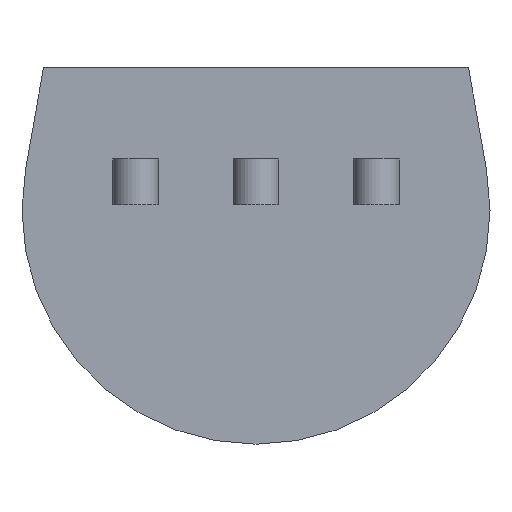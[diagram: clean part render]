
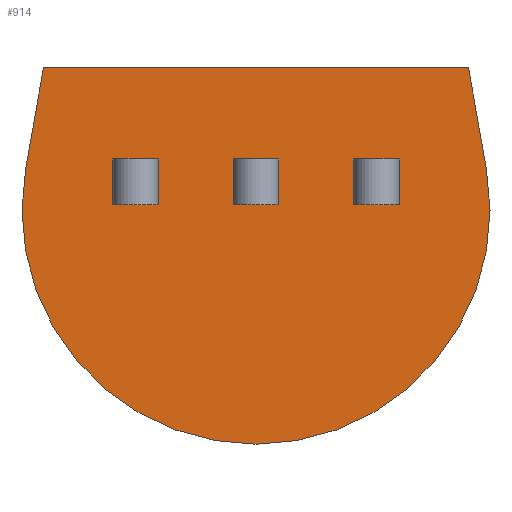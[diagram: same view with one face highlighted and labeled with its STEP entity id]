
A CAD part, front view. The second image highlights one B-rep face of the part: STEP entity #914.
In plain terms, the highlighted planar face has unit normal (0, -1, 0).
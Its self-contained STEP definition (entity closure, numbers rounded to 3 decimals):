
#3 = DIRECTION ( 'NONE',  ( 0., 0., 1. ) ) ;
#8 = LINE ( 'NONE', #881, #182 ) ;
#9 = CARTESIAN_POINT ( 'NONE',  ( 1.085, 0., -0.255 ) ) ;
#17 = VECTOR ( 'NONE', #490, 1000. ) ;
#18 = EDGE_CURVE ( 'NONE', #67, #917, #228, .T. ) ;
#28 = VERTEX_POINT ( 'NONE', #471 ) ;
#33 = EDGE_CURVE ( 'NONE', #437, #467, #767, .T. ) ;
#60 = CARTESIAN_POINT ( 'NONE',  ( -2.366, 0., 1.27 ) ) ;
#61 = EDGE_CURVE ( 'NONE', #393, #62, #354, .T. ) ;
#62 = VERTEX_POINT ( 'NONE', #9 ) ;
#67 = VERTEX_POINT ( 'NONE', #617 ) ;
#72 = DIRECTION ( 'NONE',  ( 0.174, 0., 0.985 ) ) ;
#74 = CARTESIAN_POINT ( 'NONE',  ( 0.255, 0., -0.255 ) ) ;
#77 = CARTESIAN_POINT ( 'NONE',  ( 0.255, 0., 0.255 ) ) ;
#78 = ORIENTED_EDGE ( 'NONE', *, *, #160, .T. ) ;
#80 = EDGE_CURVE ( 'NONE', #938, #644, #486, .T. ) ;
#86 = VERTEX_POINT ( 'NONE', #186 ) ;
#102 = DIRECTION ( 'NONE',  ( 0.174, 0., -0.985 ) ) ;
#105 = ORIENTED_EDGE ( 'NONE', *, *, #293, .T. ) ;
#132 = ORIENTED_EDGE ( 'NONE', *, *, #979, .F. ) ;
#136 = VECTOR ( 'NONE', #102, 1000. ) ;
#144 = EDGE_CURVE ( 'NONE', #845, #816, #159, .T. ) ;
#145 = DIRECTION ( 'NONE',  ( -1., 0., 0. ) ) ;
#148 = ORIENTED_EDGE ( 'NONE', *, *, #1001, .F. ) ;
#150 = VECTOR ( 'NONE', #305, 1000. ) ;
#159 = LINE ( 'NONE', #343, #811 ) ;
#160 = EDGE_CURVE ( 'NONE', #816, #644, #8, .T. ) ;
#165 = CARTESIAN_POINT ( 'NONE',  ( 0., 0., -0.315 ) ) ;
#170 = EDGE_LOOP ( 'NONE', ( #786, #132, #927, #78 ) ) ;
#172 = CARTESIAN_POINT ( 'NONE',  ( -1.085, 0., -0.255 ) ) ;
#174 = VECTOR ( 'NONE', #145, 1000. ) ;
#175 = VERTEX_POINT ( 'NONE', #957 ) ;
#179 = LINE ( 'NONE', #527, #690 ) ;
#182 = VECTOR ( 'NONE', #729, 1000. ) ;
#186 = CARTESIAN_POINT ( 'NONE',  ( -0.255, 0., 0.255 ) ) ;
#188 = DIRECTION ( 'NONE',  ( 0., 0., -1. ) ) ;
#202 = FACE_BOUND ( 'NONE', #711, .T. ) ;
#205 = VECTOR ( 'NONE', #72, 1000. ) ;
#223 = DIRECTION ( 'NONE',  ( 0., 0., -1. ) ) ;
#228 = LINE ( 'NONE', #74, #1012 ) ;
#238 = ORIENTED_EDGE ( 'NONE', *, *, #61, .T. ) ;
#241 = DIRECTION ( 'NONE',  ( 0., 0., 1. ) ) ;
#286 = ORIENTED_EDGE ( 'NONE', *, *, #812, .F. ) ;
#293 = EDGE_CURVE ( 'NONE', #464, #67, #179, .T. ) ;
#301 = VERTEX_POINT ( 'NONE', #1000 ) ;
#302 = DIRECTION ( 'NONE',  ( 0., 0., -1. ) ) ;
#305 = DIRECTION ( 'NONE',  ( -1., 0., 0. ) ) ;
#313 = LINE ( 'NONE', #754, #150 ) ;
#316 = CARTESIAN_POINT ( 'NONE',  ( 0., 0., -2.92 ) ) ;
#324 = CARTESIAN_POINT ( 'NONE',  ( 0., 0., -0.315 ) ) ;
#343 = CARTESIAN_POINT ( 'NONE',  ( -1.085, 0., 0.255 ) ) ;
#354 = LINE ( 'NONE', #772, #868 ) ;
#371 = PLANE ( 'NONE',  #700 ) ;
#376 = CARTESIAN_POINT ( 'NONE',  ( -1.085, 0., 0.255 ) ) ;
#389 = CARTESIAN_POINT ( 'NONE',  ( 2.565, 0., 0.137 ) ) ;
#393 = VERTEX_POINT ( 'NONE', #910 ) ;
#395 = LINE ( 'NONE', #469, #484 ) ;
#399 = CARTESIAN_POINT ( 'NONE',  ( 1.595, 0., 0.255 ) ) ;
#400 = DIRECTION ( 'NONE',  ( 0., 1., 0. ) ) ;
#402 = DIRECTION ( 'NONE',  ( 0., 0., -1. ) ) ;
#404 = EDGE_CURVE ( 'NONE', #724, #175, #313, .T. ) ;
#407 = LINE ( 'NONE', #60, #746 ) ;
#413 = ORIENTED_EDGE ( 'NONE', *, *, #455, .T. ) ;
#415 = CARTESIAN_POINT ( 'NONE',  ( 1.595, 0., 0.255 ) ) ;
#427 = EDGE_CURVE ( 'NONE', #301, #718, #407, .T. ) ;
#434 = DIRECTION ( 'NONE',  ( -1., 0., 0. ) ) ;
#437 = VERTEX_POINT ( 'NONE', #389 ) ;
#451 = FACE_OUTER_BOUND ( 'NONE', #676, .T. ) ;
#453 = LINE ( 'NONE', #801, #136 ) ;
#455 = EDGE_CURVE ( 'NONE', #724, #393, #821, .T. ) ;
#464 = VERTEX_POINT ( 'NONE', #77 ) ;
#467 = VERTEX_POINT ( 'NONE', #316 ) ;
#469 = CARTESIAN_POINT ( 'NONE',  ( -0.255, 0., 0.255 ) ) ;
#471 = CARTESIAN_POINT ( 'NONE',  ( -2.565, 0., 0.137 ) ) ;
#473 = CARTESIAN_POINT ( 'NONE',  ( -1.595, 0., -0.255 ) ) ;
#475 = DIRECTION ( 'NONE',  ( 0., 1., 0. ) ) ;
#479 = ORIENTED_EDGE ( 'NONE', *, *, #427, .F. ) ;
#484 = VECTOR ( 'NONE', #223, 1000. ) ;
#485 = CARTESIAN_POINT ( 'NONE',  ( 1.085, 0., 0.255 ) ) ;
#486 = LINE ( 'NONE', #854, #567 ) ;
#490 = DIRECTION ( 'NONE',  ( 0., 0., -1. ) ) ;
#511 = LINE ( 'NONE', #650, #621 ) ;
#523 = ORIENTED_EDGE ( 'NONE', *, *, #33, .F. ) ;
#527 = CARTESIAN_POINT ( 'NONE',  ( 0.255, 0., 0.255 ) ) ;
#532 = EDGE_LOOP ( 'NONE', ( #949, #544, #105, #646 ) ) ;
#544 = ORIENTED_EDGE ( 'NONE', *, *, #770, .F. ) ;
#550 = EDGE_CURVE ( 'NONE', #28, #301, #980, .T. ) ;
#567 = VECTOR ( 'NONE', #402, 1000. ) ;
#574 = EDGE_CURVE ( 'NONE', #86, #917, #395, .T. ) ;
#577 = CIRCLE ( 'NONE', #809, 2.605 ) ;
#594 = CARTESIAN_POINT ( 'NONE',  ( -1.595, 0., 0.255 ) ) ;
#606 = DIRECTION ( 'NONE',  ( 0., 0., -1. ) ) ;
#611 = ORIENTED_EDGE ( 'NONE', *, *, #624, .F. ) ;
#617 = CARTESIAN_POINT ( 'NONE',  ( 0.255, 0., -0.255 ) ) ;
#621 = VECTOR ( 'NONE', #434, 1000. ) ;
#624 = EDGE_CURVE ( 'NONE', #467, #28, #577, .T. ) ;
#627 = DIRECTION ( 'NONE',  ( -1., 0., 0. ) ) ;
#644 = VERTEX_POINT ( 'NONE', #473 ) ;
#646 = ORIENTED_EDGE ( 'NONE', *, *, #18, .T. ) ;
#650 = CARTESIAN_POINT ( 'NONE',  ( 0.255, 0., 0.255 ) ) ;
#674 = CARTESIAN_POINT ( 'NONE',  ( -0.255, 0., -0.255 ) ) ;
#675 = ORIENTED_EDGE ( 'NONE', *, *, #404, .F. ) ;
#676 = EDGE_LOOP ( 'NONE', ( #523, #286, #479, #720, #611 ) ) ;
#690 = VECTOR ( 'NONE', #302, 1000. ) ;
#700 = AXIS2_PLACEMENT_3D ( 'NONE', #904, #824, #984 ) ;
#703 = CARTESIAN_POINT ( 'NONE',  ( 2.366, 0., 1.27 ) ) ;
#711 = EDGE_LOOP ( 'NONE', ( #148, #675, #413, #238 ) ) ;
#718 = VERTEX_POINT ( 'NONE', #703 ) ;
#720 = ORIENTED_EDGE ( 'NONE', *, *, #550, .F. ) ;
#724 = VERTEX_POINT ( 'NONE', #415 ) ;
#729 = DIRECTION ( 'NONE',  ( -1., 0., 0. ) ) ;
#734 = FACE_BOUND ( 'NONE', #532, .T. ) ;
#746 = VECTOR ( 'NONE', #760, 1000. ) ;
#754 = CARTESIAN_POINT ( 'NONE',  ( 1.595, 0., 0.255 ) ) ;
#760 = DIRECTION ( 'NONE',  ( 1., 0., 0. ) ) ;
#767 = CIRCLE ( 'NONE', #796, 2.605 ) ;
#770 = EDGE_CURVE ( 'NONE', #464, #86, #511, .T. ) ;
#772 = CARTESIAN_POINT ( 'NONE',  ( 1.595, 0., -0.255 ) ) ;
#786 = ORIENTED_EDGE ( 'NONE', *, *, #80, .F. ) ;
#788 = LINE ( 'NONE', #376, #174 ) ;
#796 = AXIS2_PLACEMENT_3D ( 'NONE', #165, #475, #3 ) ;
#801 = CARTESIAN_POINT ( 'NONE',  ( 2.366, 0., 1.27 ) ) ;
#809 = AXIS2_PLACEMENT_3D ( 'NONE', #324, #400, #241 ) ;
#811 = VECTOR ( 'NONE', #188, 1000. ) ;
#812 = EDGE_CURVE ( 'NONE', #718, #437, #453, .T. ) ;
#816 = VERTEX_POINT ( 'NONE', #172 ) ;
#821 = LINE ( 'NONE', #399, #1011 ) ;
#824 = DIRECTION ( 'NONE',  ( 0., 1., 0. ) ) ;
#845 = VERTEX_POINT ( 'NONE', #972 ) ;
#852 = FACE_BOUND ( 'NONE', #170, .T. ) ;
#854 = CARTESIAN_POINT ( 'NONE',  ( -1.595, 0., 0.255 ) ) ;
#856 = DIRECTION ( 'NONE',  ( -1., 0., 0. ) ) ;
#868 = VECTOR ( 'NONE', #856, 1000. ) ;
#881 = CARTESIAN_POINT ( 'NONE',  ( -1.085, 0., -0.255 ) ) ;
#904 = CARTESIAN_POINT ( 'NONE',  ( 0., 0., -0.315 ) ) ;
#910 = CARTESIAN_POINT ( 'NONE',  ( 1.595, 0., -0.255 ) ) ;
#914 = ADVANCED_FACE ( 'NONE', ( #202, #734, #852, #451 ), #371, .F. ) ;
#917 = VERTEX_POINT ( 'NONE', #674 ) ;
#927 = ORIENTED_EDGE ( 'NONE', *, *, #144, .T. ) ;
#938 = VERTEX_POINT ( 'NONE', #594 ) ;
#949 = ORIENTED_EDGE ( 'NONE', *, *, #574, .F. ) ;
#957 = CARTESIAN_POINT ( 'NONE',  ( 1.085, 0., 0.255 ) ) ;
#972 = CARTESIAN_POINT ( 'NONE',  ( -1.085, 0., 0.255 ) ) ;
#979 = EDGE_CURVE ( 'NONE', #845, #938, #788, .T. ) ;
#980 = LINE ( 'NONE', #1006, #205 ) ;
#984 = DIRECTION ( 'NONE',  ( 0., 0., 1. ) ) ;
#1000 = CARTESIAN_POINT ( 'NONE',  ( -2.366, 0., 1.27 ) ) ;
#1001 = EDGE_CURVE ( 'NONE', #175, #62, #1008, .T. ) ;
#1006 = CARTESIAN_POINT ( 'NONE',  ( -2.565, 0., 0.137 ) ) ;
#1008 = LINE ( 'NONE', #485, #17 ) ;
#1011 = VECTOR ( 'NONE', #606, 1000. ) ;
#1012 = VECTOR ( 'NONE', #627, 1000. ) ;
